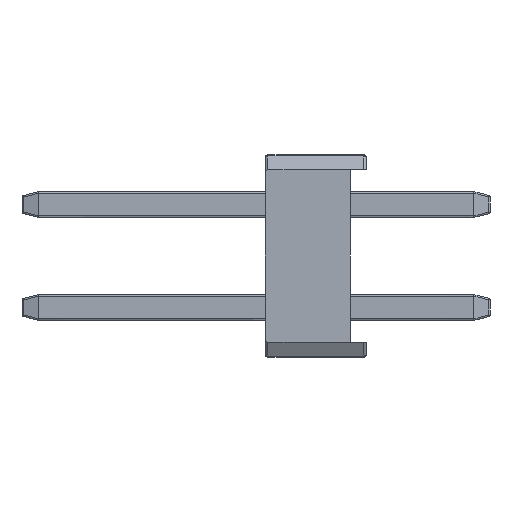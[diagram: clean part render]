
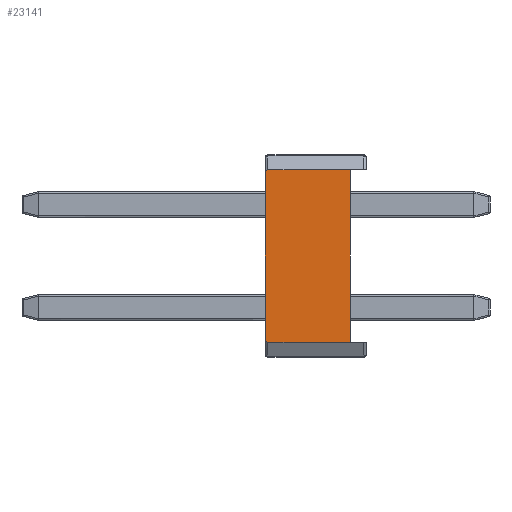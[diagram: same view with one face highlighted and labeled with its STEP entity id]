
A CAD part, left-side view. The second image highlights one B-rep face of the part: STEP entity #23141.
In plain terms, the highlighted planar face has unit normal (-1, 0, 0).
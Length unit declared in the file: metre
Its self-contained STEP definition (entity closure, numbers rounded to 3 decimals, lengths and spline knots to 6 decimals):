
#695=PLANE('',#26227);
#3106=LINE('',#41675,#4962);
#3150=LINE('',#41775,#5006);
#3151=LINE('',#41777,#5007);
#3152=LINE('',#41778,#5008);
#4962=VECTOR('',#33122,1.);
#5006=VECTOR('',#33230,1.);
#5007=VECTOR('',#33233,1.);
#5008=VECTOR('',#33234,1.);
#11976=ORIENTED_EDGE('',*,*,#15647,.F.);
#11977=ORIENTED_EDGE('',*,*,#15558,.T.);
#11978=ORIENTED_EDGE('',*,*,#15648,.T.);
#11979=ORIENTED_EDGE('',*,*,#15594,.F.);
#11980=ORIENTED_EDGE('',*,*,#15646,.F.);
#11981=ORIENTED_EDGE('',*,*,#15580,.T.);
#15558=EDGE_CURVE('',#17690,#17691,#18685,.T.);
#15580=EDGE_CURVE('',#17705,#17706,#18688,.T.);
#15594=EDGE_CURVE('',#17714,#17715,#3106,.T.);
#15646=EDGE_CURVE('',#17705,#17714,#3150,.T.);
#15647=EDGE_CURVE('',#17690,#17706,#3151,.T.);
#15648=EDGE_CURVE('',#17691,#17715,#3152,.T.);
#17690=VERTEX_POINT('',#41505);
#17691=VERTEX_POINT('',#41506);
#17705=VERTEX_POINT('',#41622);
#17706=VERTEX_POINT('',#41623);
#17714=VERTEX_POINT('',#41676);
#17715=VERTEX_POINT('',#41677);
#18685=CIRCLE('',#26178,0.00007);
#18688=CIRCLE('',#26188,0.00007);
#20131=EDGE_LOOP('',(#11976,#11977,#11978,#11979,#11980,#11981));
#21619=FACE_BOUND('',#20131,.T.);
#23141=ADVANCED_FACE('',(#21619),#695,.F.);
#26178=AXIS2_PLACEMENT_3D('',#41504,#33070,#33071);
#26188=AXIS2_PLACEMENT_3D('',#41621,#33100,#33101);
#26227=AXIS2_PLACEMENT_3D('',#41776,#33231,#33232);
#33070=DIRECTION('',(-1.,0.,0.));
#33071=DIRECTION('',(0.,0.,-1.));
#33100=DIRECTION('',(-1.,0.,0.));
#33101=DIRECTION('',(0.,0.,-1.));
#33122=DIRECTION('',(0.,0.,-1.));
#33230=DIRECTION('',(0.,-1.,0.));
#33231=DIRECTION('',(1.,0.,0.));
#33232=DIRECTION('',(0.,0.,-1.));
#33233=DIRECTION('',(0.,0.,1.));
#33234=DIRECTION('',(0.,-1.,0.));
#41504=CARTESIAN_POINT('',(-0.00127,0.00118,-0.002055));
#41505=CARTESIAN_POINT('',(-0.00127,0.00125,-0.002055));
#41506=CARTESIAN_POINT('',(-0.00127,0.00118,-0.002125));
#41621=CARTESIAN_POINT('',(-0.00127,0.00118,0.002055));
#41622=CARTESIAN_POINT('',(-0.00127,0.00118,0.002125));
#41623=CARTESIAN_POINT('',(-0.00127,0.00125,0.002055));
#41675=CARTESIAN_POINT('',(-0.00127,-0.00085,-0.002125));
#41676=CARTESIAN_POINT('',(-0.00127,-0.00085,0.002125));
#41677=CARTESIAN_POINT('',(-0.00127,-0.00085,-0.002125));
#41775=CARTESIAN_POINT('',(-0.00127,0.00125,0.002125));
#41776=CARTESIAN_POINT('',(-0.00127,0.00125,-0.002125));
#41777=CARTESIAN_POINT('',(-0.00127,0.00125,-0.002125));
#41778=CARTESIAN_POINT('',(-0.00127,0.00125,-0.002125));
